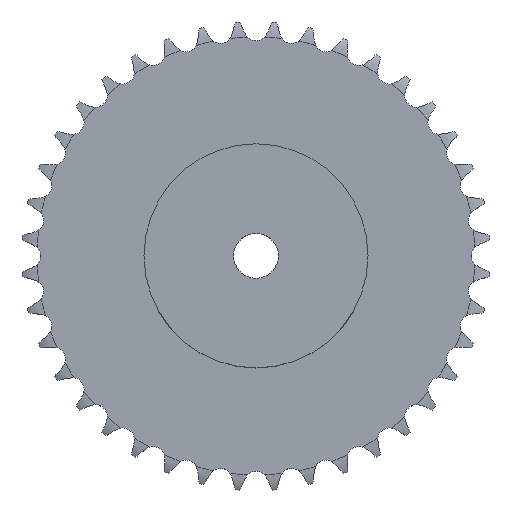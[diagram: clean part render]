
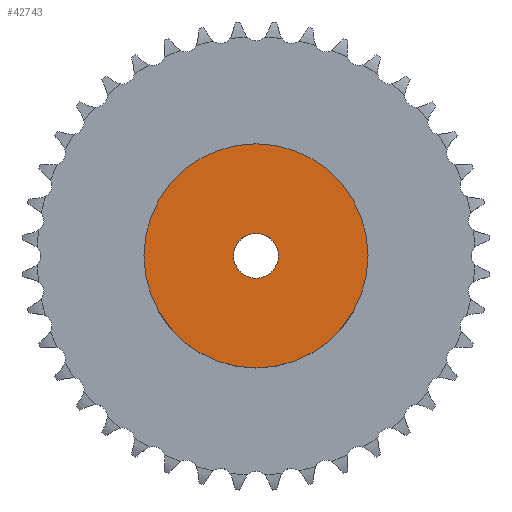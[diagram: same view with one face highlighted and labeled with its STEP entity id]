
A CAD part, top view. The second image highlights one B-rep face of the part: STEP entity #42743.
In plain terms, the highlighted planar face has unit normal (0, 0, 1).
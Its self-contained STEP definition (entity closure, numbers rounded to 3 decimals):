
#4857 = CYLINDRICAL_SURFACE('',#4858,50.);
#4858 = AXIS2_PLACEMENT_3D('',#4859,#4860,#4861);
#4859 = CARTESIAN_POINT('',(0.,0.,0.));
#4860 = DIRECTION('',(-0.,-0.,-1.));
#4861 = DIRECTION('',(1.,0.,0.));
#26672 = VERTEX_POINT('',#26673);
#26673 = CARTESIAN_POINT('',(50.,0.,35.));
#26694 = EDGE_CURVE('',#26672,#26672,#26695,.T.);
#26695 = SURFACE_CURVE('',#26696,(#26701,#26708),.PCURVE_S1.);
#26696 = CIRCLE('',#26697,50.);
#26697 = AXIS2_PLACEMENT_3D('',#26698,#26699,#26700);
#26698 = CARTESIAN_POINT('',(0.,0.,35.));
#26699 = DIRECTION('',(0.,0.,1.));
#26700 = DIRECTION('',(1.,0.,0.));
#26701 = PCURVE('',#4857,#26702);
#26702 = DEFINITIONAL_REPRESENTATION('',(#26703),#26707);
#26703 = LINE('',#26704,#26705);
#26704 = CARTESIAN_POINT('',(-0.,-35.));
#26705 = VECTOR('',#26706,1.);
#26706 = DIRECTION('',(-1.,0.));
#26707 = ( GEOMETRIC_REPRESENTATION_CONTEXT(2) 
PARAMETRIC_REPRESENTATION_CONTEXT() REPRESENTATION_CONTEXT('2D SPACE',''
  ) );
#26708 = PCURVE('',#26709,#26714);
#26709 = PLANE('',#26710);
#26710 = AXIS2_PLACEMENT_3D('',#26711,#26712,#26713);
#26711 = CARTESIAN_POINT('',(0.,0.,35.)
  );
#26712 = DIRECTION('',(0.,0.,1.));
#26713 = DIRECTION('',(1.,0.,0.));
#26714 = DEFINITIONAL_REPRESENTATION('',(#26715),#26719);
#26715 = CIRCLE('',#26716,50.);
#26716 = AXIS2_PLACEMENT_2D('',#26717,#26718);
#26717 = CARTESIAN_POINT('',(0.,0.));
#26718 = DIRECTION('',(1.,0.));
#26719 = ( GEOMETRIC_REPRESENTATION_CONTEXT(2) 
PARAMETRIC_REPRESENTATION_CONTEXT() REPRESENTATION_CONTEXT('2D SPACE',''
  ) );
#36141 = CYLINDRICAL_SURFACE('',#36142,10.);
#36142 = AXIS2_PLACEMENT_3D('',#36143,#36144,#36145);
#36143 = CARTESIAN_POINT('',(0.,0.,313.514));
#36144 = DIRECTION('',(0.,0.,1.));
#36145 = DIRECTION('',(1.,0.,0.));
#42743 = ADVANCED_FACE('',(#42744,#42747),#26709,.T.);
#42744 = FACE_BOUND('',#42745,.T.);
#42745 = EDGE_LOOP('',(#42746));
#42746 = ORIENTED_EDGE('',*,*,#26694,.T.);
#42747 = FACE_BOUND('',#42748,.T.);
#42748 = EDGE_LOOP('',(#42749));
#42749 = ORIENTED_EDGE('',*,*,#42750,.F.);
#42750 = EDGE_CURVE('',#42751,#42751,#42753,.T.);
#42751 = VERTEX_POINT('',#42752);
#42752 = CARTESIAN_POINT('',(10.,0.,35.));
#42753 = SURFACE_CURVE('',#42754,(#42759,#42766),.PCURVE_S1.);
#42754 = CIRCLE('',#42755,10.);
#42755 = AXIS2_PLACEMENT_3D('',#42756,#42757,#42758);
#42756 = CARTESIAN_POINT('',(0.,0.,35.));
#42757 = DIRECTION('',(0.,0.,1.));
#42758 = DIRECTION('',(1.,0.,0.));
#42759 = PCURVE('',#26709,#42760);
#42760 = DEFINITIONAL_REPRESENTATION('',(#42761),#42765);
#42761 = CIRCLE('',#42762,10.);
#42762 = AXIS2_PLACEMENT_2D('',#42763,#42764);
#42763 = CARTESIAN_POINT('',(0.,0.));
#42764 = DIRECTION('',(1.,0.));
#42765 = ( GEOMETRIC_REPRESENTATION_CONTEXT(2) 
PARAMETRIC_REPRESENTATION_CONTEXT() REPRESENTATION_CONTEXT('2D SPACE',''
  ) );
#42766 = PCURVE('',#36141,#42767);
#42767 = DEFINITIONAL_REPRESENTATION('',(#42768),#42772);
#42768 = LINE('',#42769,#42770);
#42769 = CARTESIAN_POINT('',(0.,-278.514));
#42770 = VECTOR('',#42771,1.);
#42771 = DIRECTION('',(1.,0.));
#42772 = ( GEOMETRIC_REPRESENTATION_CONTEXT(2) 
PARAMETRIC_REPRESENTATION_CONTEXT() REPRESENTATION_CONTEXT('2D SPACE',''
  ) );
